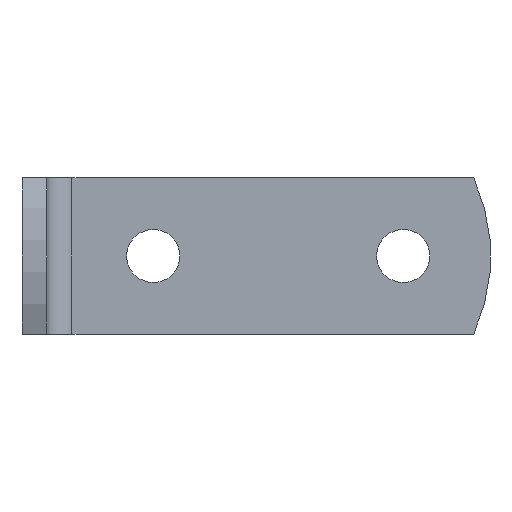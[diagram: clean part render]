
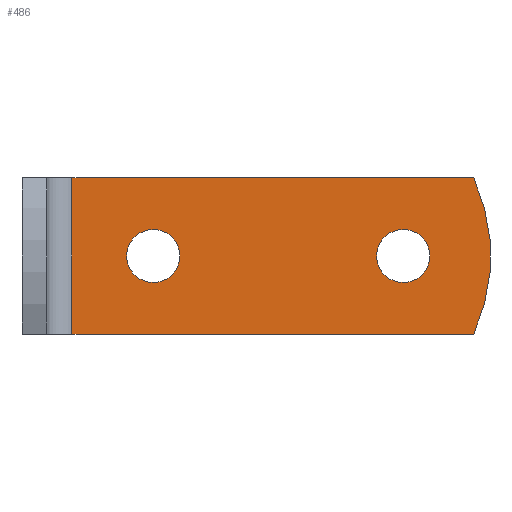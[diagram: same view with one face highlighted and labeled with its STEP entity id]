
A CAD part, front view. The second image highlights one B-rep face of the part: STEP entity #486.
In plain terms, the highlighted planar face has unit normal (0, -1, 0).
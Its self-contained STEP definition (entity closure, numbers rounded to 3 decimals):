
#192=CARTESIAN_POINT('',(72.272,-4.,-12.5));
#193=VERTEX_POINT('',#192);
#194=CARTESIAN_POINT('',(72.272,-4.,12.5));
#195=VERTEX_POINT('',#194);
#196=CARTESIAN_POINT('',(45.0,-4.,0.));
#197=DIRECTION('',(0.,-1.0,0.));
#198=DIRECTION('',(0.909,0.,0.417));
#199=AXIS2_PLACEMENT_3D('',#196,#197,#198);
#200=CIRCLE('',#199,30.);
#201=EDGE_CURVE('',#193,#195,#200,.T.);
#288=CARTESIAN_POINT('',(8.,-4.,-12.5));
#289=VERTEX_POINT('',#288);
#290=CARTESIAN_POINT('',(8.,-4.,-12.5));
#291=DIRECTION('',(1.0,0.0,0.0));
#292=VECTOR('',#291,64.272);
#293=LINE('',#290,#292);
#294=EDGE_CURVE('',#289,#193,#293,.T.);
#351=CARTESIAN_POINT('',(25.25,-4.,0.));
#352=VERTEX_POINT('',#351);
#353=CARTESIAN_POINT('',(21.,-4.,0.));
#354=DIRECTION('',(0.0,1.0,0.0));
#355=DIRECTION('',(-1.0,0.0,0.0));
#356=AXIS2_PLACEMENT_3D('',#353,#354,#355);
#357=CIRCLE('',#356,4.25);
#358=EDGE_CURVE('',#352,#352,#357,.T.);
#371=CARTESIAN_POINT('',(65.25,-4.,0.));
#372=VERTEX_POINT('',#371);
#373=CARTESIAN_POINT('',(61.0,-4.,0.));
#374=DIRECTION('',(0.0,1.0,0.0));
#375=DIRECTION('',(-1.0,0.0,0.0));
#376=AXIS2_PLACEMENT_3D('',#373,#374,#375);
#377=CIRCLE('',#376,4.25);
#378=EDGE_CURVE('',#372,#372,#377,.T.);
#391=CARTESIAN_POINT('',(8.,-4.,12.5));
#392=VERTEX_POINT('',#391);
#393=CARTESIAN_POINT('',(8.0,-4.,12.5));
#394=DIRECTION('',(0.0,0.0,-1.0));
#395=VECTOR('',#394,25.0);
#396=LINE('',#393,#395);
#397=EDGE_CURVE('',#392,#289,#396,.T.);
#460=CARTESIAN_POINT('',(8.,-4.,12.5));
#461=DIRECTION('',(1.0,0.0,0.0));
#462=VECTOR('',#461,64.272);
#463=LINE('',#460,#462);
#464=EDGE_CURVE('',#392,#195,#463,.T.);
#469=CARTESIAN_POINT('',(0.976,-4.,0.));
#470=DIRECTION('',(0.0,-1.0,0.0));
#471=DIRECTION('',(0.0,0.0,-1.0));
#472=AXIS2_PLACEMENT_3D('',#469,#470,#471);
#473=PLANE('',#472);
#474=ORIENTED_EDGE('',*,*,#201,.T.);
#475=ORIENTED_EDGE('',*,*,#464,.F.);
#476=ORIENTED_EDGE('',*,*,#397,.T.);
#477=ORIENTED_EDGE('',*,*,#294,.T.);
#478=EDGE_LOOP('',(#474,#475,#476,#477));
#479=FACE_OUTER_BOUND('',#478,.T.);
#480=ORIENTED_EDGE('',*,*,#358,.T.);
#481=EDGE_LOOP('',(#480));
#482=FACE_BOUND('',#481,.T.);
#483=ORIENTED_EDGE('',*,*,#378,.T.);
#484=EDGE_LOOP('',(#483));
#485=FACE_BOUND('',#484,.T.);
#486=ADVANCED_FACE('',(#479,#482,#485),#473,.T.);
